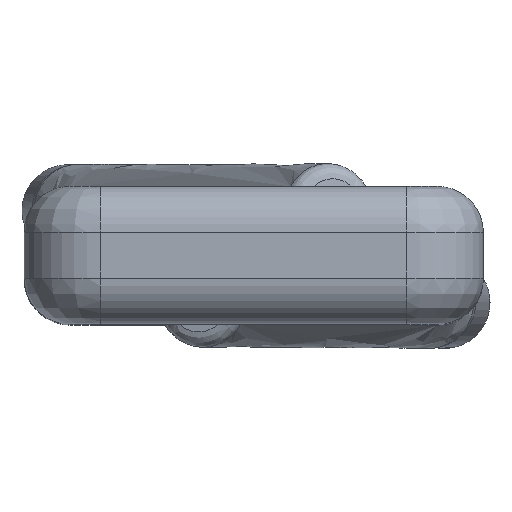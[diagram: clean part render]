
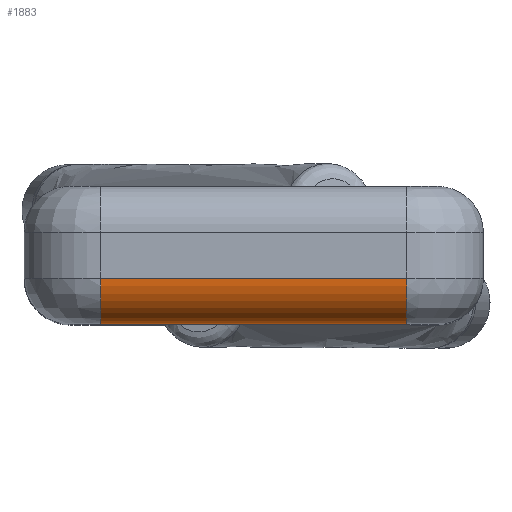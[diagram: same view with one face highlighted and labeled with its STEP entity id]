
A CAD part, top view. The second image highlights one B-rep face of the part: STEP entity #1883.
In plain terms, the highlighted cylindrical face has radius 0.6 mm (diameter 1.2 mm), a partial arc.
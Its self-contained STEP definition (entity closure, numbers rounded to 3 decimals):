
#45 = PLANE('',#46);
#46 = AXIS2_PLACEMENT_3D('',#47,#48,#49);
#47 = CARTESIAN_POINT('',(3.,-0.9,0.));
#48 = DIRECTION('',(0.,-1.,0.));
#49 = DIRECTION('',(-1.,0.,0.));
#848 = VERTEX_POINT('',#849);
#849 = CARTESIAN_POINT('',(2.,-0.9,8.4));
#864 = SURFACE_OF_REVOLUTION('',#865,#876);
#865 = B_SPLINE_CURVE_WITH_KNOTS('',5,(#866,#867,#868,#869,#870,#871,
    #872,#873,#874,#875),.UNSPECIFIED.,.F.,.F.,(6,4,6),(0.,
    0.785,1.571),.UNSPECIFIED.);
#866 = CARTESIAN_POINT('',(3.,-0.3,8.));
#867 = CARTESIAN_POINT('',(3.,-0.394,8.));
#868 = CARTESIAN_POINT('',(2.981,-0.488,8.));
#869 = CARTESIAN_POINT('',(2.944,-0.578,8.));
#870 = CARTESIAN_POINT('',(2.891,-0.658,8.));
#871 = CARTESIAN_POINT('',(2.758,-0.791,8.));
#872 = CARTESIAN_POINT('',(2.678,-0.844,8.));
#873 = CARTESIAN_POINT('',(2.588,-0.881,8.));
#874 = CARTESIAN_POINT('',(2.494,-0.9,8.));
#875 = CARTESIAN_POINT('',(2.4,-0.9,8.));
#876 = AXIS1_PLACEMENT('',#877,#878);
#877 = CARTESIAN_POINT('',(2.,-0.3,8.));
#878 = DIRECTION('',(0.,-1.,0.));
#886 = EDGE_CURVE('',#848,#887,#889,.T.);
#887 = VERTEX_POINT('',#888);
#888 = CARTESIAN_POINT('',(-2.,-0.9,8.4));
#889 = SURFACE_CURVE('',#890,(#894,#901),.PCURVE_S1.);
#890 = LINE('',#891,#892);
#891 = CARTESIAN_POINT('',(2.,-0.9,8.4));
#892 = VECTOR('',#893,1.);
#893 = DIRECTION('',(-1.,0.,0.));
#894 = PCURVE('',#45,#895);
#895 = DEFINITIONAL_REPRESENTATION('',(#896),#900);
#896 = LINE('',#897,#898);
#897 = CARTESIAN_POINT('',(1.,-8.4));
#898 = VECTOR('',#899,1.);
#899 = DIRECTION('',(1.,0.));
#900 = ( GEOMETRIC_REPRESENTATION_CONTEXT(2) 
PARAMETRIC_REPRESENTATION_CONTEXT() REPRESENTATION_CONTEXT('2D SPACE',''
  ) );
#901 = PCURVE('',#902,#907);
#902 = CYLINDRICAL_SURFACE('',#903,0.6);
#903 = AXIS2_PLACEMENT_3D('',#904,#905,#906);
#904 = CARTESIAN_POINT('',(2.,-0.3,8.4));
#905 = DIRECTION('',(-1.,0.,0.));
#906 = DIRECTION('',(0.,0.,1.));
#907 = DEFINITIONAL_REPRESENTATION('',(#908),#912);
#908 = LINE('',#909,#910);
#909 = CARTESIAN_POINT('',(-1.571,0.));
#910 = VECTOR('',#911,1.);
#911 = DIRECTION('',(-0.,1.));
#912 = ( GEOMETRIC_REPRESENTATION_CONTEXT(2) 
PARAMETRIC_REPRESENTATION_CONTEXT() REPRESENTATION_CONTEXT('2D SPACE',''
  ) );
#931 = SURFACE_OF_REVOLUTION('',#932,#943);
#932 = B_SPLINE_CURVE_WITH_KNOTS('',5,(#933,#934,#935,#936,#937,#938,
    #939,#940,#941,#942),.UNSPECIFIED.,.F.,.F.,(6,4,6),(0.,
    0.785,1.571),.UNSPECIFIED.);
#933 = CARTESIAN_POINT('',(-2.,-0.3,9.));
#934 = CARTESIAN_POINT('',(-2.,-0.394,9.));
#935 = CARTESIAN_POINT('',(-2.,-0.488,8.981));
#936 = CARTESIAN_POINT('',(-2.,-0.578,8.944));
#937 = CARTESIAN_POINT('',(-2.,-0.658,8.891));
#938 = CARTESIAN_POINT('',(-2.,-0.791,8.758));
#939 = CARTESIAN_POINT('',(-2.,-0.844,8.678));
#940 = CARTESIAN_POINT('',(-2.,-0.881,8.588));
#941 = CARTESIAN_POINT('',(-2.,-0.9,8.494));
#942 = CARTESIAN_POINT('',(-2.,-0.9,8.4));
#943 = AXIS1_PLACEMENT('',#944,#945);
#944 = CARTESIAN_POINT('',(-2.,-0.3,8.));
#945 = DIRECTION('',(0.,-1.,0.));
#1833 = VERTEX_POINT('',#1834);
#1834 = CARTESIAN_POINT('',(2.,-0.3,9.));
#1861 = EDGE_CURVE('',#1833,#848,#1862,.T.);
#1862 = SURFACE_CURVE('',#1863,(#1868,#1875),.PCURVE_S1.);
#1863 = CIRCLE('',#1864,0.6);
#1864 = AXIS2_PLACEMENT_3D('',#1865,#1866,#1867);
#1865 = CARTESIAN_POINT('',(2.,-0.3,8.4));
#1866 = DIRECTION('',(1.,0.,-0.));
#1867 = DIRECTION('',(0.,0.,1.));
#1868 = PCURVE('',#864,#1869);
#1869 = DEFINITIONAL_REPRESENTATION('',(#1870),#1874);
#1870 = LINE('',#1871,#1872);
#1871 = CARTESIAN_POINT('',(1.571,0.));
#1872 = VECTOR('',#1873,1.);
#1873 = DIRECTION('',(0.,1.));
#1874 = ( GEOMETRIC_REPRESENTATION_CONTEXT(2) 
PARAMETRIC_REPRESENTATION_CONTEXT() REPRESENTATION_CONTEXT('2D SPACE',''
  ) );
#1875 = PCURVE('',#902,#1876);
#1876 = DEFINITIONAL_REPRESENTATION('',(#1877),#1881);
#1877 = LINE('',#1878,#1879);
#1878 = CARTESIAN_POINT('',(-0.,0.));
#1879 = VECTOR('',#1880,1.);
#1880 = DIRECTION('',(-1.,0.));
#1881 = ( GEOMETRIC_REPRESENTATION_CONTEXT(2) 
PARAMETRIC_REPRESENTATION_CONTEXT() REPRESENTATION_CONTEXT('2D SPACE',''
  ) );
#1883 = ADVANCED_FACE('',(#1884),#902,.T.);
#1884 = FACE_BOUND('',#1885,.F.);
#1885 = EDGE_LOOP('',(#1886,#1887,#1888,#1912));
#1886 = ORIENTED_EDGE('',*,*,#1861,.T.);
#1887 = ORIENTED_EDGE('',*,*,#886,.T.);
#1888 = ORIENTED_EDGE('',*,*,#1889,.F.);
#1889 = EDGE_CURVE('',#1890,#887,#1892,.T.);
#1890 = VERTEX_POINT('',#1891);
#1891 = CARTESIAN_POINT('',(-2.,-0.3,9.));
#1892 = SURFACE_CURVE('',#1893,(#1898,#1905),.PCURVE_S1.);
#1893 = CIRCLE('',#1894,0.6);
#1894 = AXIS2_PLACEMENT_3D('',#1895,#1896,#1897);
#1895 = CARTESIAN_POINT('',(-2.,-0.3,8.4));
#1896 = DIRECTION('',(1.,0.,-0.));
#1897 = DIRECTION('',(0.,0.,1.));
#1898 = PCURVE('',#902,#1899);
#1899 = DEFINITIONAL_REPRESENTATION('',(#1900),#1904);
#1900 = LINE('',#1901,#1902);
#1901 = CARTESIAN_POINT('',(-0.,4.));
#1902 = VECTOR('',#1903,1.);
#1903 = DIRECTION('',(-1.,0.));
#1904 = ( GEOMETRIC_REPRESENTATION_CONTEXT(2) 
PARAMETRIC_REPRESENTATION_CONTEXT() REPRESENTATION_CONTEXT('2D SPACE',''
  ) );
#1905 = PCURVE('',#931,#1906);
#1906 = DEFINITIONAL_REPRESENTATION('',(#1907),#1911);
#1907 = LINE('',#1908,#1909);
#1908 = CARTESIAN_POINT('',(0.,0.));
#1909 = VECTOR('',#1910,1.);
#1910 = DIRECTION('',(0.,1.));
#1911 = ( GEOMETRIC_REPRESENTATION_CONTEXT(2) 
PARAMETRIC_REPRESENTATION_CONTEXT() REPRESENTATION_CONTEXT('2D SPACE',''
  ) );
#1912 = ORIENTED_EDGE('',*,*,#1913,.F.);
#1913 = EDGE_CURVE('',#1833,#1890,#1914,.T.);
#1914 = SURFACE_CURVE('',#1915,(#1919,#1926),.PCURVE_S1.);
#1915 = LINE('',#1916,#1917);
#1916 = CARTESIAN_POINT('',(2.,-0.3,9.));
#1917 = VECTOR('',#1918,1.);
#1918 = DIRECTION('',(-1.,0.,0.));
#1919 = PCURVE('',#902,#1920);
#1920 = DEFINITIONAL_REPRESENTATION('',(#1921),#1925);
#1921 = LINE('',#1922,#1923);
#1922 = CARTESIAN_POINT('',(-0.,0.));
#1923 = VECTOR('',#1924,1.);
#1924 = DIRECTION('',(-0.,1.));
#1925 = ( GEOMETRIC_REPRESENTATION_CONTEXT(2) 
PARAMETRIC_REPRESENTATION_CONTEXT() REPRESENTATION_CONTEXT('2D SPACE',''
  ) );
#1926 = PCURVE('',#1927,#1932);
#1927 = PLANE('',#1928);
#1928 = AXIS2_PLACEMENT_3D('',#1929,#1930,#1931);
#1929 = CARTESIAN_POINT('',(0.,0.,9.));
#1930 = DIRECTION('',(-0.,-0.,-1.));
#1931 = DIRECTION('',(-1.,0.,0.));
#1932 = DEFINITIONAL_REPRESENTATION('',(#1933),#1937);
#1933 = LINE('',#1934,#1935);
#1934 = CARTESIAN_POINT('',(-2.,-0.3));
#1935 = VECTOR('',#1936,1.);
#1936 = DIRECTION('',(1.,0.));
#1937 = ( GEOMETRIC_REPRESENTATION_CONTEXT(2) 
PARAMETRIC_REPRESENTATION_CONTEXT() REPRESENTATION_CONTEXT('2D SPACE',''
  ) );
